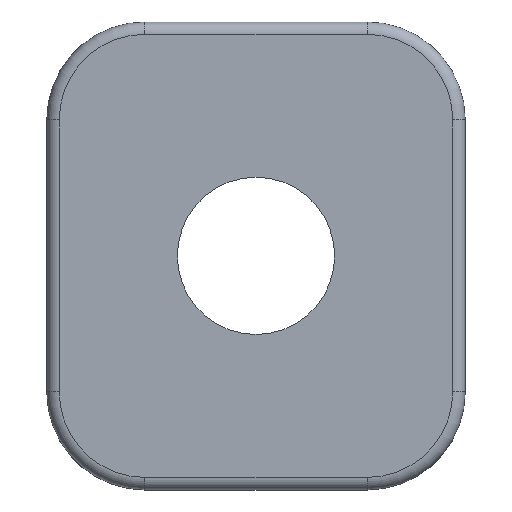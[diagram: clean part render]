
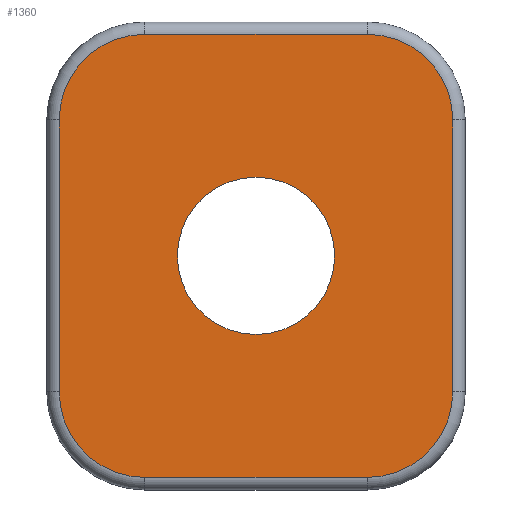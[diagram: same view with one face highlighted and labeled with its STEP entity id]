
A CAD part, top view. The second image highlights one B-rep face of the part: STEP entity #1360.
In plain terms, the highlighted planar face has unit normal (0, 0, 1).
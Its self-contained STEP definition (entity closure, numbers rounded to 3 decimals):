
#25=FACE_BOUND('',#201,.T.);
#118=FACE_OUTER_BOUND('',#200,.T.);
#200=EDGE_LOOP('',(#1184,#1185,#1186,#1187,#1188,#1189,#1190,#1191));
#201=EDGE_LOOP('',(#1192));
#328=LINE('',#2247,#460);
#329=LINE('',#2258,#461);
#331=LINE('',#2270,#463);
#333=LINE('',#2282,#465);
#460=VECTOR('',#1828,10.);
#461=VECTOR('',#1841,10.);
#463=VECTOR('',#1855,10.);
#465=VECTOR('',#1869,10.);
#527=CIRCLE('',#1476,10.4);
#531=CIRCLE('',#1482,10.4);
#535=CIRCLE('',#1488,10.4);
#538=CIRCLE('',#1493,10.4);
#540=CIRCLE('',#1500,9.55);
#648=VERTEX_POINT('',#2240);
#651=VERTEX_POINT('',#2245);
#653=VERTEX_POINT('',#2250);
#655=VERTEX_POINT('',#2256);
#657=VERTEX_POINT('',#2262);
#659=VERTEX_POINT('',#2268);
#661=VERTEX_POINT('',#2274);
#663=VERTEX_POINT('',#2280);
#664=VERTEX_POINT('',#2297);
#825=EDGE_CURVE('',#651,#648,#328,.T.);
#827=EDGE_CURVE('',#653,#651,#527,.T.);
#830=EDGE_CURVE('',#655,#653,#329,.T.);
#833=EDGE_CURVE('',#657,#655,#531,.T.);
#836=EDGE_CURVE('',#659,#657,#331,.T.);
#839=EDGE_CURVE('',#661,#659,#535,.T.);
#842=EDGE_CURVE('',#663,#661,#333,.T.);
#844=EDGE_CURVE('',#648,#663,#538,.T.);
#851=EDGE_CURVE('',#664,#664,#540,.T.);
#1184=ORIENTED_EDGE('',*,*,#825,.F.);
#1185=ORIENTED_EDGE('',*,*,#827,.F.);
#1186=ORIENTED_EDGE('',*,*,#830,.F.);
#1187=ORIENTED_EDGE('',*,*,#833,.F.);
#1188=ORIENTED_EDGE('',*,*,#836,.F.);
#1189=ORIENTED_EDGE('',*,*,#839,.F.);
#1190=ORIENTED_EDGE('',*,*,#842,.F.);
#1191=ORIENTED_EDGE('',*,*,#844,.F.);
#1192=ORIENTED_EDGE('',*,*,#851,.T.);
#1289=PLANE('',#1499);
#1360=ADVANCED_FACE('',(#118,#25),#1289,.T.);
#1476=AXIS2_PLACEMENT_3D('',#2252,#1833,#1834);
#1482=AXIS2_PLACEMENT_3D('',#2264,#1847,#1848);
#1488=AXIS2_PLACEMENT_3D('',#2276,#1861,#1862);
#1493=AXIS2_PLACEMENT_3D('',#2285,#1873,#1874);
#1499=AXIS2_PLACEMENT_3D('',#2296,#1890,#1891);
#1500=AXIS2_PLACEMENT_3D('',#2298,#1892,#1893);
#1828=DIRECTION('',(1.,0.,0.));
#1833=DIRECTION('center_axis',(0.,0.,-1.));
#1834=DIRECTION('ref_axis',(-0.707,0.707,0.));
#1841=DIRECTION('',(0.,1.,0.));
#1847=DIRECTION('center_axis',(0.,0.,-1.));
#1848=DIRECTION('ref_axis',(-0.707,-0.707,0.));
#1855=DIRECTION('',(-1.,0.,0.));
#1861=DIRECTION('center_axis',(0.,0.,-1.));
#1862=DIRECTION('ref_axis',(0.707,-0.707,0.));
#1869=DIRECTION('',(0.,-1.,0.));
#1873=DIRECTION('center_axis',(0.,0.,-1.));
#1874=DIRECTION('ref_axis',(0.707,0.707,0.));
#1890=DIRECTION('center_axis',(0.,0.,1.));
#1891=DIRECTION('ref_axis',(1.,0.,0.));
#1892=DIRECTION('center_axis',(0.,0.,-1.));
#1893=DIRECTION('ref_axis',(1.,0.,0.));
#2240=CARTESIAN_POINT('',(36.5,52.9,17.));
#2245=CARTESIAN_POINT('',(9.5,52.9,17.));
#2247=CARTESIAN_POINT('',(29.75,52.9,17.));
#2250=CARTESIAN_POINT('',(-0.9,42.5,17.));
#2252=CARTESIAN_POINT('Origin',(9.5,42.5,17.));
#2256=CARTESIAN_POINT('',(-0.9,9.5,17.));
#2258=CARTESIAN_POINT('',(-0.9,34.25,17.));
#2262=CARTESIAN_POINT('',(9.5,-0.9,17.));
#2264=CARTESIAN_POINT('Origin',(9.5,9.5,17.));
#2268=CARTESIAN_POINT('',(36.5,-0.9,17.));
#2270=CARTESIAN_POINT('',(16.25,-0.9,17.));
#2274=CARTESIAN_POINT('',(46.9,9.5,17.));
#2276=CARTESIAN_POINT('Origin',(36.5,9.5,17.));
#2280=CARTESIAN_POINT('',(46.9,42.5,17.));
#2282=CARTESIAN_POINT('',(46.9,17.75,17.));
#2285=CARTESIAN_POINT('Origin',(36.5,42.5,17.));
#2296=CARTESIAN_POINT('Origin',(23.,26.,17.));
#2297=CARTESIAN_POINT('',(13.45,26.,17.));
#2298=CARTESIAN_POINT('Origin',(23.,26.,17.));
